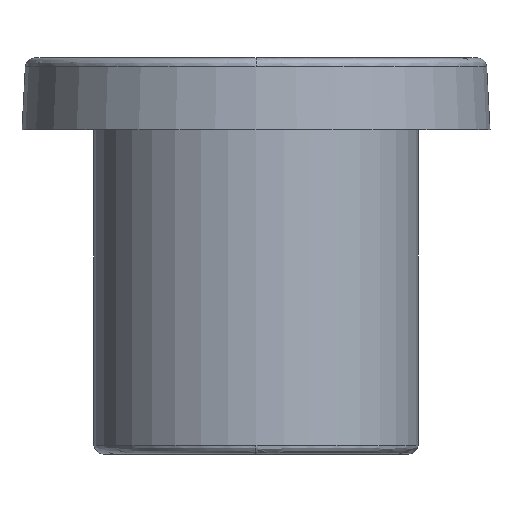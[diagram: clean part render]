
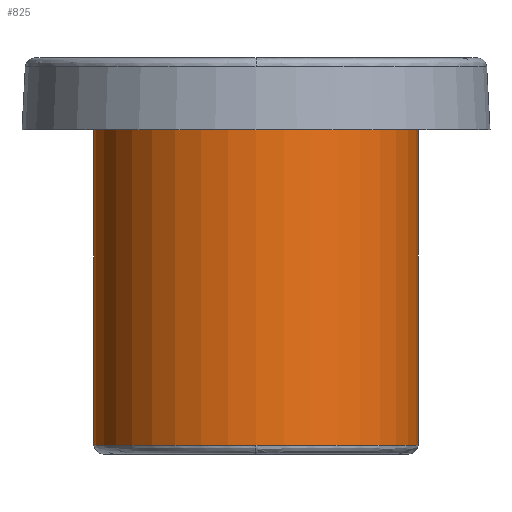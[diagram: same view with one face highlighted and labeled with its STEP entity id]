
A CAD part, left-side view. The second image highlights one B-rep face of the part: STEP entity #825.
In plain terms, the highlighted cylindrical face has radius 4.5 mm (diameter 9 mm), a partial arc.
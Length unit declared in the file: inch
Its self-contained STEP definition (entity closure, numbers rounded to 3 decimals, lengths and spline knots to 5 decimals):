
#4 = EDGE_LOOP ( 'NONE', ( #1215, #947, #1292, #212, #960 ) ) ;
#56 = VERTEX_POINT ( 'NONE', #1098 ) ;
#57 = DIRECTION ( 'NONE',  ( 0., 1., 0. ) ) ;
#68 = CARTESIAN_POINT ( 'NONE',  ( 0., 0.17717, -0.17717 ) ) ;
#82 = FACE_OUTER_BOUND ( 'NONE', #4, .T. ) ;
#85 = CARTESIAN_POINT ( 'NONE',  ( 0., 0., -0.34449 ) ) ;
#111 = CARTESIAN_POINT ( 'NONE',  ( 0., 0.17717, 0. ) ) ;
#172 = DIRECTION ( 'NONE',  ( 0., 0., -1. ) ) ;
#188 = VECTOR ( 'NONE', #172, 39.37008 ) ;
#212 = ORIENTED_EDGE ( 'NONE', *, *, #582, .T. ) ;
#219 = DIRECTION ( 'NONE',  ( 0., 0., 1. ) ) ;
#360 = CARTESIAN_POINT ( 'NONE',  ( 0., -0.17717, -0.17717 ) ) ;
#364 = DIRECTION ( 'NONE',  ( 0., 1., 0. ) ) ;
#442 = CIRCLE ( 'NONE', #1471, 0.17717 ) ;
#469 = EDGE_CURVE ( 'NONE', #734, #750, #442, .T. ) ;
#522 = LINE ( 'NONE', #360, #1521 ) ;
#536 = AXIS2_PLACEMENT_3D ( 'NONE', #1129, #1517, #599 ) ;
#564 = LINE ( 'NONE', #68, #188 ) ;
#582 = EDGE_CURVE ( 'NONE', #700, #56, #1005, .T. ) ;
#585 = DIRECTION ( 'NONE',  ( 0., 0., -1. ) ) ;
#599 = DIRECTION ( 'NONE',  ( 0., 1., 0. ) ) ;
#678 = EDGE_CURVE ( 'NONE', #734, #1589, #522, .T. ) ;
#700 = VERTEX_POINT ( 'NONE', #991 ) ;
#734 = VERTEX_POINT ( 'NONE', #1390 ) ;
#750 = VERTEX_POINT ( 'NONE', #111 ) ;
#825 = ADVANCED_FACE ( 'NONE', ( #82 ), #1639, .T. ) ;
#947 = ORIENTED_EDGE ( 'NONE', *, *, #469, .T. ) ;
#960 = ORIENTED_EDGE ( 'NONE', *, *, #1224, .T. ) ;
#991 = CARTESIAN_POINT ( 'NONE',  ( 0., 0.17717, -0.34449 ) ) ;
#1005 = CIRCLE ( 'NONE', #1228, 0.17717 ) ;
#1098 = CARTESIAN_POINT ( 'NONE',  ( -0.17717, 0., -0.34449 ) ) ;
#1129 = CARTESIAN_POINT ( 'NONE',  ( 0., 0., -0.34449 ) ) ;
#1215 = ORIENTED_EDGE ( 'NONE', *, *, #678, .F. ) ;
#1224 = EDGE_CURVE ( 'NONE', #56, #1589, #1353, .T. ) ;
#1228 = AXIS2_PLACEMENT_3D ( 'NONE', #85, #219, #364 ) ;
#1258 = DIRECTION ( 'NONE',  ( 0., 0., -1. ) ) ;
#1273 = DIRECTION ( 'NONE',  ( 0., 0., -1. ) ) ;
#1292 = ORIENTED_EDGE ( 'NONE', *, *, #1666, .T. ) ;
#1338 = CARTESIAN_POINT ( 'NONE',  ( 0., -0.17717, -0.34449 ) ) ;
#1353 = CIRCLE ( 'NONE', #536, 0.17717 ) ;
#1360 = CARTESIAN_POINT ( 'NONE',  ( 0., 0., 0. ) ) ;
#1382 = AXIS2_PLACEMENT_3D ( 'NONE', #1648, #1258, #1653 ) ;
#1390 = CARTESIAN_POINT ( 'NONE',  ( 0., -0.17717, 0. ) ) ;
#1471 = AXIS2_PLACEMENT_3D ( 'NONE', #1360, #585, #57 ) ;
#1517 = DIRECTION ( 'NONE',  ( 0., 0., 1. ) ) ;
#1521 = VECTOR ( 'NONE', #1273, 39.37008 ) ;
#1589 = VERTEX_POINT ( 'NONE', #1338 ) ;
#1639 = CYLINDRICAL_SURFACE ( 'NONE', #1382, 0.17717 ) ;
#1648 = CARTESIAN_POINT ( 'NONE',  ( 0., 0., -0.17717 ) ) ;
#1653 = DIRECTION ( 'NONE',  ( 0., 1., 0. ) ) ;
#1666 = EDGE_CURVE ( 'NONE', #750, #700, #564, .T. ) ;
